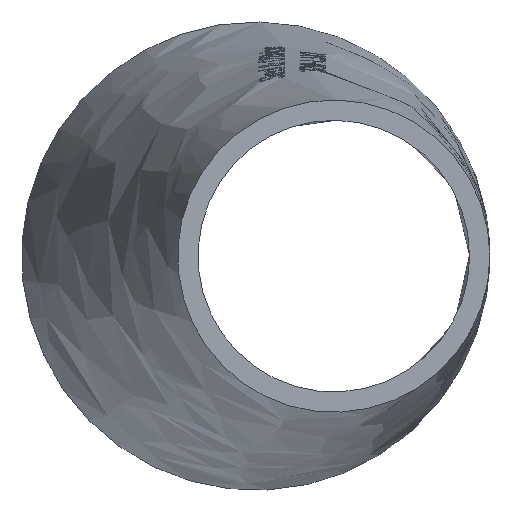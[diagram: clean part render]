
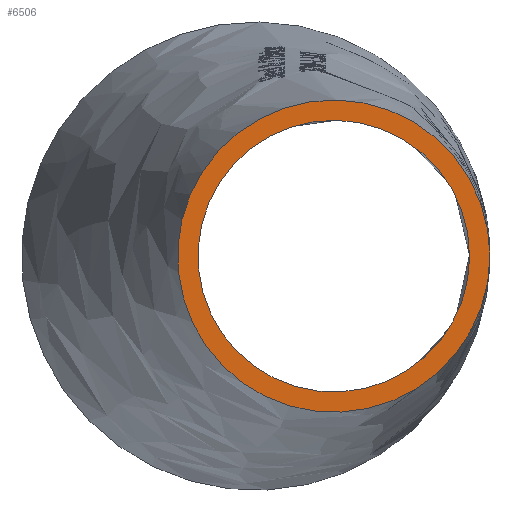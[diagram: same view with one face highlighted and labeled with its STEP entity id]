
A CAD part, left-side view. The second image highlights one B-rep face of the part: STEP entity #6506.
In plain terms, the highlighted planar face has unit normal (-1, 0, 0).
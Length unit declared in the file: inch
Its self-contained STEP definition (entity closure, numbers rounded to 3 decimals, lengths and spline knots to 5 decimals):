
#47=FACE_BOUND('',#1955,.T.);
#48=FACE_BOUND('',#1956,.T.);
#110=CIRCLE('',#6752,0.5);
#113=CIRCLE('',#6755,0.5);
#116=CIRCLE('',#6758,0.435);
#117=CIRCLE('',#6759,0.435);
#996=PLANE('',#6761);
#1955=EDGE_LOOP('',(#6129,#6130));
#1956=EDGE_LOOP('',(#6131,#6132));
#3148=VERTEX_POINT('',#14793);
#3149=VERTEX_POINT('',#14794);
#3154=VERTEX_POINT('',#14857);
#3155=VERTEX_POINT('',#14860);
#4136=EDGE_CURVE('',#3148,#3149,#110,.T.);
#4144=EDGE_CURVE('',#3149,#3148,#113,.T.);
#4148=EDGE_CURVE('',#3155,#3154,#116,.T.);
#4149=EDGE_CURVE('',#3154,#3155,#117,.T.);
#6129=ORIENTED_EDGE('',*,*,#4148,.T.);
#6130=ORIENTED_EDGE('',*,*,#4149,.T.);
#6131=ORIENTED_EDGE('',*,*,#4136,.F.);
#6132=ORIENTED_EDGE('',*,*,#4144,.F.);
#6506=ADVANCED_FACE('',(#47,#48),#996,.F.);
#6752=AXIS2_PLACEMENT_3D('',#14795,#7578,#7579);
#6755=AXIS2_PLACEMENT_3D('',#14810,#7584,#7585);
#6758=AXIS2_PLACEMENT_3D('',#14861,#7590,#7591);
#6759=AXIS2_PLACEMENT_3D('',#14862,#7592,#7593);
#6761=AXIS2_PLACEMENT_3D('',#14864,#7596,#7597);
#7578=DIRECTION('center_axis',(1.,0.,0.));
#7579=DIRECTION('ref_axis',(0.,-1.,0.));
#7584=DIRECTION('center_axis',(1.,0.,0.));
#7585=DIRECTION('ref_axis',(0.,-1.,0.));
#7590=DIRECTION('center_axis',(1.,0.,0.));
#7591=DIRECTION('ref_axis',(0.,-0.015,-1.));
#7592=DIRECTION('center_axis',(1.,0.,0.));
#7593=DIRECTION('ref_axis',(0.,-0.015,-1.));
#7596=DIRECTION('center_axis',(1.,0.,0.));
#7597=DIRECTION('ref_axis',(0.,0.,-1.));
#14793=CARTESIAN_POINT('',(0.,-0.5,0.));
#14794=CARTESIAN_POINT('',(0.,-0.00758,0.49994));
#14795=CARTESIAN_POINT('Origin',(0.,0.,0.));
#14810=CARTESIAN_POINT('Origin',(0.,0.,0.));
#14857=CARTESIAN_POINT('',(0.,-0.00659,0.43495));
#14860=CARTESIAN_POINT('',(0.,-0.435,0.));
#14861=CARTESIAN_POINT('Origin',(0.,0.,0.));
#14862=CARTESIAN_POINT('Origin',(0.,0.,0.));
#14864=CARTESIAN_POINT('Origin',(0.,0.,0.));
